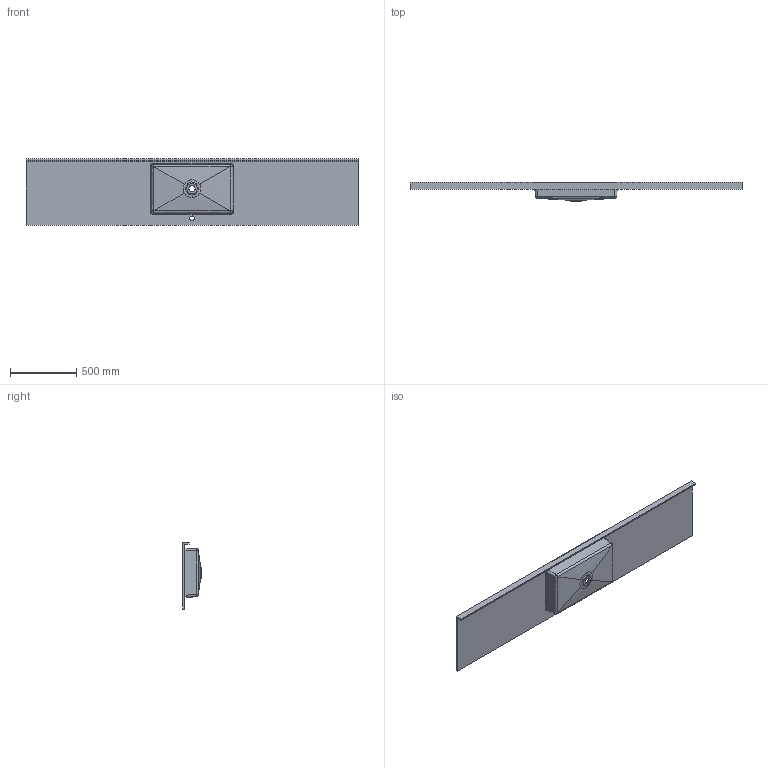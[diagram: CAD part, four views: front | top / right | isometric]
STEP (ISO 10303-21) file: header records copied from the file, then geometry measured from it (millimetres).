
FILE_DESCRIPTION (( 'STEP AP203' ), '1' );
FILE_NAME ('PLANO60-M.STEP', '2021-09-20T06:56:57', ( '' ), ( '' ), 'SwSTEP 2.0', 'SolidWorks 2020', '' );
FILE_SCHEMA (( 'CONFIG_CONTROL_DESIGN' ));
Length unit declared in the file: millimetre
Products named in the file (1): PLANO60-M
Bounding box: 2500 x 149.08 x 500 mm (x, y, z)
Volume: 18517159.7 mm3; surface area: 3124017 mm2
Topology: 1 solids, 1 shells, 113 faces, 290 edges, 180 vertices
Faces by surface type: bspline 34, cylinder 30, plane 18, torus 15, sphere 10, cone 6
Entity records: 8831 total; most frequent: CARTESIAN_POINT 6223, ORIENTED_EDGE 580, DIRECTION 491, EDGE_CURVE 290, AXIS2_PLACEMENT_3D 207, VERTEX_POINT 180, CIRCLE 127, EDGE_LOOP 118
